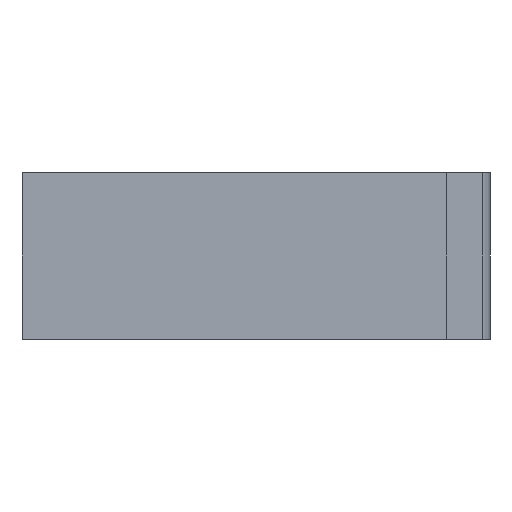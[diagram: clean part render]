
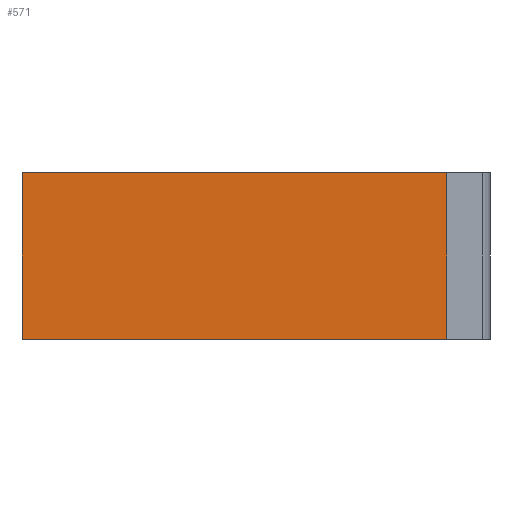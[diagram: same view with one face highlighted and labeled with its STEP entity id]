
A CAD part, front view. The second image highlights one B-rep face of the part: STEP entity #571.
In plain terms, the highlighted planar face has unit normal (0, -1, 0).
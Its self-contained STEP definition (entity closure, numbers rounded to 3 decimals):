
#14 = VECTOR ( 'NONE', #441, 1000. ) ;
#43 = LINE ( 'NONE', #1766, #802 ) ;
#163 = ORIENTED_EDGE ( 'NONE', *, *, #1716, .F. ) ;
#208 = FACE_OUTER_BOUND ( 'NONE', #1557, .T. ) ;
#255 = DIRECTION ( 'NONE',  ( 1., 0., 0. ) ) ;
#294 = LINE ( 'NONE', #1725, #14 ) ;
#314 = CARTESIAN_POINT ( 'NONE',  ( 0., -13.536, 6.35 ) ) ;
#395 = DIRECTION ( 'NONE',  ( 0., 0., 1. ) ) ;
#441 = DIRECTION ( 'NONE',  ( 0., 0., -1. ) ) ;
#446 = VECTOR ( 'NONE', #255, 1000. ) ;
#505 = VECTOR ( 'NONE', #815, 1000. ) ;
#539 = CARTESIAN_POINT ( 'NONE',  ( 16.174, -13.536, 0. ) ) ;
#550 = LINE ( 'NONE', #974, #446 ) ;
#571 = ADVANCED_FACE ( 'NONE', ( #208 ), #814, .F. ) ;
#802 = VECTOR ( 'NONE', #1777, 1000. ) ;
#814 = PLANE ( 'NONE',  #1347 ) ;
#815 = DIRECTION ( 'NONE',  ( 0., 0., -1. ) ) ;
#819 = VERTEX_POINT ( 'NONE', #1620 ) ;
#879 = ORIENTED_EDGE ( 'NONE', *, *, #1320, .T. ) ;
#917 = VERTEX_POINT ( 'NONE', #314 ) ;
#974 = CARTESIAN_POINT ( 'NONE',  ( 0., -13.536, 0. ) ) ;
#1062 = ORIENTED_EDGE ( 'NONE', *, *, #1102, .F. ) ;
#1102 = EDGE_CURVE ( 'NONE', #917, #1589, #43, .T. ) ;
#1262 = VERTEX_POINT ( 'NONE', #539 ) ;
#1272 = CARTESIAN_POINT ( 'NONE',  ( 16.174, -13.536, 6.35 ) ) ;
#1306 = ORIENTED_EDGE ( 'NONE', *, *, #1747, .T. ) ;
#1320 = EDGE_CURVE ( 'NONE', #917, #819, #1546, .T. ) ;
#1347 = AXIS2_PLACEMENT_3D ( 'NONE', #1571, #1850, #395 ) ;
#1546 = LINE ( 'NONE', #1673, #505 ) ;
#1557 = EDGE_LOOP ( 'NONE', ( #1306, #163, #1062, #879 ) ) ;
#1571 = CARTESIAN_POINT ( 'NONE',  ( 0., -13.536, 6.35 ) ) ;
#1589 = VERTEX_POINT ( 'NONE', #1272 ) ;
#1620 = CARTESIAN_POINT ( 'NONE',  ( 0., -13.536, 0. ) ) ;
#1673 = CARTESIAN_POINT ( 'NONE',  ( 0., -13.536, 6.35 ) ) ;
#1716 = EDGE_CURVE ( 'NONE', #1589, #1262, #294, .T. ) ;
#1725 = CARTESIAN_POINT ( 'NONE',  ( 16.174, -13.536, 6.35 ) ) ;
#1747 = EDGE_CURVE ( 'NONE', #819, #1262, #550, .T. ) ;
#1766 = CARTESIAN_POINT ( 'NONE',  ( 16.174, -13.536, 6.35 ) ) ;
#1777 = DIRECTION ( 'NONE',  ( 1., 0., 0. ) ) ;
#1850 = DIRECTION ( 'NONE',  ( 0., 1., 0. ) ) ;
